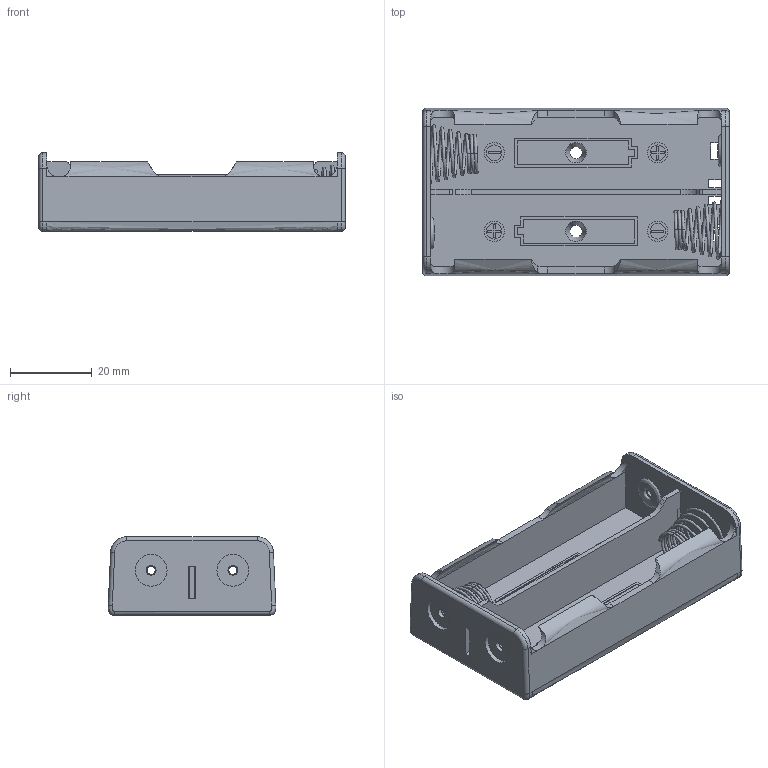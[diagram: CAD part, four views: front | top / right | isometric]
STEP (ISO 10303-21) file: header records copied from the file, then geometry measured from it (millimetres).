
FILE_DESCRIPTION(('FreeCAD Model'),'2;1');
FILE_NAME('Open CASCADE Shape Model','2025-02-14T17:14:58',(''),(''), 'Open CASCADE STEP processor 7.8','FreeCAD','Unknown');
FILE_SCHEMA(('AUTOMOTIVE_DESIGN { 1 0 10303 214 1 1 1 1 }'));
Length unit declared in the file: millimetre
Products named in the file (8): batteryCase18650x2; box; 2xSpring; spring; 2_rivets_1; 2_rivets_2; 2_positivePole; positif
Assembly tree (9 placements, depth 3):
  batteryCase18650x2
    box
    2xSpring
      spring  x2
    2_rivets_1
    2_rivets_2
    2_positivePole
      positif  x2
Bounding box: 75 x 41.01 x 19.2 mm (x, y, z)
Volume: 14480.1 mm3; surface area: 16252.7 mm2
Topology: 7 solids, 7 shells, 242 faces, 626 edges, 406 vertices
Faces by surface type: plane 150, cylinder 46, extrusion 22, bspline 12, revolution 6, torus 4, cone 2
Full cylindrical faces by diameter (mm): 2.013 x2, 2.4 x6, 3.8 x4, 5 x4, 7.8 x4
Entity records: 20335 total; most frequent: CARTESIAN_POINT 7986, DIRECTION 2165, VECTOR 1504, LINE 1482, ORIENTED_EDGE 1228, PCURVE 1228, DEFINITIONAL_REPRESENTATION 1228, EDGE_CURVE 614
